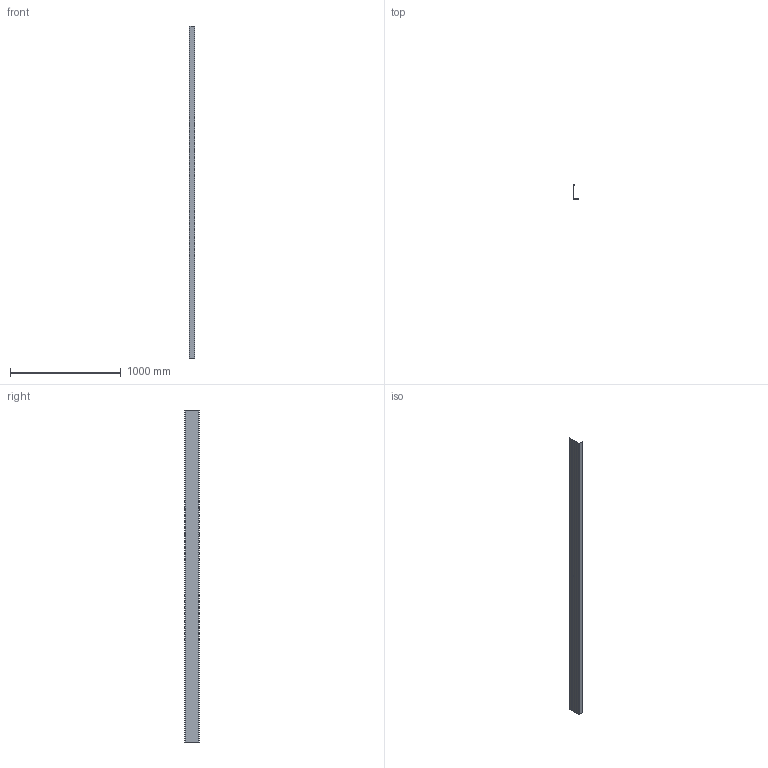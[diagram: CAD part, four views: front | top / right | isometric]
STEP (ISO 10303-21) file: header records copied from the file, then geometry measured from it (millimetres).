
FILE_DESCRIPTION (( 'STEP AP203' ), '1' );
FILE_NAME ('80610-ALU-3M.STEP', '2018-05-04T09:35:29', ( '' ), ( '' ), 'SwSTEP 2.0', 'SolidWorks 2015', '' );
FILE_SCHEMA (( 'CONFIG_CONTROL_DESIGN' ));
Length unit declared in the file: millimetre
Products named in the file (1): 80610-ALU-3M
Bounding box: 47.9 x 128.5 x 3000 mm (x, y, z)
Volume: 736488 mm3; surface area: 1113512 mm2
Topology: 1 solids, 1 shells, 296 faces, 795 edges, 530 vertices
Faces by surface type: plane 176, bspline 113, cylinder 7
Entity records: 15384 total; most frequent: CARTESIAN_POINT 8647, ORIENTED_EDGE 1590, DIRECTION 951, EDGE_CURVE 795, VECTOR 555, LINE 555, VERTEX_POINT 530, EDGE_LOOP 325
